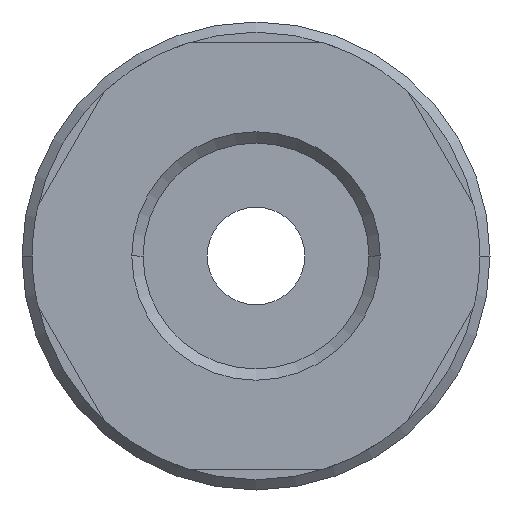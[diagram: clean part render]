
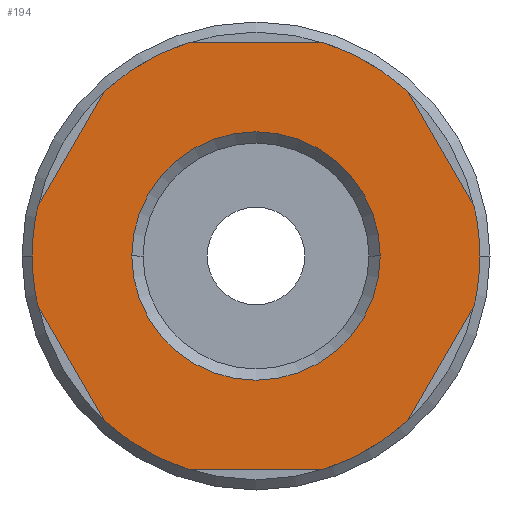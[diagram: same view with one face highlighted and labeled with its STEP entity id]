
A CAD part, front view. The second image highlights one B-rep face of the part: STEP entity #194.
In plain terms, the highlighted planar face has unit normal (0, -1, 0).
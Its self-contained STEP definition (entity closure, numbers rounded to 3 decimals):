
#194=ADVANCED_FACE('',(#452,#453),#454,.T.);
#452=FACE_BOUND('',#779,.T.);
#453=FACE_OUTER_BOUND('',#780,.T.);
#454=PLANE('',#781);
#779=EDGE_LOOP('',(#1268,#1269));
#780=EDGE_LOOP('',(#1270,#1271,#1272,#1273,#1274,#1275,#1276,#1277,#1278,#1279,#1280,#1281,#1282,#1283));
#781=AXIS2_PLACEMENT_3D('',#1284,#1285,#1286);
#1268=ORIENTED_EDGE('',*,*,#1993,.T.);
#1269=ORIENTED_EDGE('',*,*,#1994,.T.);
#1270=ORIENTED_EDGE('',*,*,#1995,.T.);
#1271=ORIENTED_EDGE('',*,*,#1996,.F.);
#1272=ORIENTED_EDGE('',*,*,#1997,.T.);
#1273=ORIENTED_EDGE('',*,*,#1998,.F.);
#1274=ORIENTED_EDGE('',*,*,#1931,.T.);
#1275=ORIENTED_EDGE('',*,*,#1859,.F.);
#1276=ORIENTED_EDGE('',*,*,#1999,.F.);
#1277=ORIENTED_EDGE('',*,*,#2000,.T.);
#1278=ORIENTED_EDGE('',*,*,#2001,.F.);
#1279=ORIENTED_EDGE('',*,*,#1918,.T.);
#1280=ORIENTED_EDGE('',*,*,#2002,.F.);
#1281=ORIENTED_EDGE('',*,*,#1936,.T.);
#1282=ORIENTED_EDGE('',*,*,#2003,.F.);
#1283=ORIENTED_EDGE('',*,*,#2004,.F.);
#1284=CARTESIAN_POINT('',(5.5,0.0,0.0));
#1285=DIRECTION('',(-0.0,-1.0,-0.0));
#1286=DIRECTION('',(-1.0,0.0,0.0));
#1859=EDGE_CURVE('',#2192,#2195,#2196,.T.);
#1918=EDGE_CURVE('',#2296,#2293,#2297,.T.);
#1931=EDGE_CURVE('',#2318,#2195,#2319,.T.);
#1936=EDGE_CURVE('',#2327,#2324,#2328,.T.);
#1993=EDGE_CURVE('',#2405,#2406,#2407,.T.);
#1994=EDGE_CURVE('',#2406,#2405,#2408,.T.);
#1995=EDGE_CURVE('',#2409,#2410,#2411,.T.);
#1996=EDGE_CURVE('',#2412,#2410,#2413,.T.);
#1997=EDGE_CURVE('',#2412,#2414,#2415,.T.);
#1998=EDGE_CURVE('',#2318,#2414,#2416,.T.);
#1999=EDGE_CURVE('',#2417,#2192,#2418,.T.);
#2000=EDGE_CURVE('',#2417,#2419,#2420,.T.);
#2001=EDGE_CURVE('',#2296,#2419,#2421,.T.);
#2002=EDGE_CURVE('',#2327,#2293,#2422,.T.);
#2003=EDGE_CURVE('',#2423,#2324,#2424,.T.);
#2004=EDGE_CURVE('',#2409,#2423,#2425,.T.);
#2192=VERTEX_POINT('',#2652);
#2195=VERTEX_POINT('',#2656);
#2196=CIRCLE('',#2657,11.0);
#2293=VERTEX_POINT('',#2817);
#2296=VERTEX_POINT('',#2821);
#2297=LINE('',#2822,#2823);
#2318=VERTEX_POINT('',#2870);
#2319=LINE('',#2871,#2872);
#2324=VERTEX_POINT('',#2879);
#2327=VERTEX_POINT('',#2883);
#2328=LINE('',#2884,#2885);
#2405=VERTEX_POINT('',#3044);
#2406=VERTEX_POINT('',#3045);
#2407=CIRCLE('',#3046,6.105);
#2408=CIRCLE('',#3047,6.105);
#2409=VERTEX_POINT('',#3048);
#2410=VERTEX_POINT('',#3049);
#2411=LINE('',#3050,#3051);
#2412=VERTEX_POINT('',#3052);
#2413=CIRCLE('',#3053,11.0);
#2414=VERTEX_POINT('',#3054);
#2415=LINE('',#3055,#3056);
#2416=CIRCLE('',#3057,11.0);
#2417=VERTEX_POINT('',#3058);
#2418=CIRCLE('',#3059,11.0);
#2419=VERTEX_POINT('',#3060);
#2420=LINE('',#3061,#3062);
#2421=CIRCLE('',#3063,11.0);
#2422=CIRCLE('',#3064,11.0);
#2423=VERTEX_POINT('',#3065);
#2424=CIRCLE('',#3066,11.0);
#2425=CIRCLE('',#3067,11.0);
#2652=CARTESIAN_POINT('',(11.0,0.0,0.));
#2656=CARTESIAN_POINT('',(10.733,0.0,-2.411));
#2657=AXIS2_PLACEMENT_3D('',#3449,#3450,#3451);
#2817=CARTESIAN_POINT('',(-3.279,0.0,10.5));
#2821=CARTESIAN_POINT('',(3.279,0.0,10.5));
#2822=CARTESIAN_POINT('',(2.75,0.0,10.5));
#2823=VECTOR('',#3538,1.0);
#2870=CARTESIAN_POINT('',(7.454,0.0,-8.089));
#2871=CARTESIAN_POINT('',(9.781,0.0,-4.059));
#2872=VECTOR('',#3552,1.0);
#2879=CARTESIAN_POINT('',(-10.733,0.0,2.411));
#2883=CARTESIAN_POINT('',(-7.454,0.0,8.089));
#2884=CARTESIAN_POINT('',(-8.406,0.0,6.441));
#2885=VECTOR('',#3556,1.0);
#3044=CARTESIAN_POINT('',(-6.105,0.0,0.));
#3045=CARTESIAN_POINT('',(6.105,0.0,0.));
#3046=AXIS2_PLACEMENT_3D('',#3630,#3631,#3632);
#3047=AXIS2_PLACEMENT_3D('',#3633,#3634,#3635);
#3048=CARTESIAN_POINT('',(-10.733,0.0,-2.411));
#3049=CARTESIAN_POINT('',(-7.454,0.0,-8.089));
#3050=CARTESIAN_POINT('',(-8.406,0.0,-6.441));
#3051=VECTOR('',#3636,1.0);
#3052=CARTESIAN_POINT('',(-3.279,0.0,-10.5));
#3053=AXIS2_PLACEMENT_3D('',#3637,#3638,#3639);
#3054=CARTESIAN_POINT('',(3.279,0.0,-10.5));
#3055=CARTESIAN_POINT('',(2.75,0.0,-10.5));
#3056=VECTOR('',#3640,1.0);
#3057=AXIS2_PLACEMENT_3D('',#3641,#3642,#3643);
#3058=CARTESIAN_POINT('',(10.733,0.0,2.411));
#3059=AXIS2_PLACEMENT_3D('',#3644,#3645,#3646);
#3060=CARTESIAN_POINT('',(7.454,0.0,8.089));
#3061=CARTESIAN_POINT('',(9.781,0.0,4.059));
#3062=VECTOR('',#3647,1.0);
#3063=AXIS2_PLACEMENT_3D('',#3648,#3649,#3650);
#3064=AXIS2_PLACEMENT_3D('',#3651,#3652,#3653);
#3065=CARTESIAN_POINT('',(-11.0,0.0,0.));
#3066=AXIS2_PLACEMENT_3D('',#3654,#3655,#3656);
#3067=AXIS2_PLACEMENT_3D('',#3657,#3658,#3659);
#3449=CARTESIAN_POINT('',(0.0,0.0,0.0));
#3450=DIRECTION('',(-0.0,1.0,0.0));
#3451=DIRECTION('',(1.0,0.0,0.0));
#3538=DIRECTION('',(-1.0,0.0,0.));
#3552=DIRECTION('',(0.5,-0.0,0.866));
#3556=DIRECTION('',(-0.5,0.0,-0.866));
#3630=CARTESIAN_POINT('',(0.0,0.0,0.0));
#3631=DIRECTION('',(-0.0,1.0,0.0));
#3632=DIRECTION('',(1.0,0.0,0.0));
#3633=CARTESIAN_POINT('',(0.0,0.0,0.0));
#3634=DIRECTION('',(-0.0,1.0,0.0));
#3635=DIRECTION('',(1.0,0.0,0.0));
#3636=DIRECTION('',(0.5,0.0,-0.866));
#3637=CARTESIAN_POINT('',(0.0,0.0,0.0));
#3638=DIRECTION('',(-0.0,1.0,0.0));
#3639=DIRECTION('',(1.0,0.0,0.0));
#3640=DIRECTION('',(1.0,-0.0,0.0));
#3641=CARTESIAN_POINT('',(0.0,0.0,0.0));
#3642=DIRECTION('',(-0.0,1.0,0.0));
#3643=DIRECTION('',(1.0,0.0,0.0));
#3644=CARTESIAN_POINT('',(0.0,0.0,0.0));
#3645=DIRECTION('',(-0.0,1.0,0.0));
#3646=DIRECTION('',(1.0,0.0,0.0));
#3647=DIRECTION('',(-0.5,0.0,0.866));
#3648=CARTESIAN_POINT('',(0.0,0.0,0.0));
#3649=DIRECTION('',(-0.0,1.0,0.0));
#3650=DIRECTION('',(1.0,0.0,0.0));
#3651=CARTESIAN_POINT('',(0.0,0.0,0.0));
#3652=DIRECTION('',(-0.0,1.0,0.0));
#3653=DIRECTION('',(1.0,0.0,0.0));
#3654=CARTESIAN_POINT('',(0.0,0.0,0.0));
#3655=DIRECTION('',(-0.0,1.0,0.0));
#3656=DIRECTION('',(1.0,0.0,0.0));
#3657=CARTESIAN_POINT('',(0.0,0.0,0.0));
#3658=DIRECTION('',(-0.0,1.0,0.0));
#3659=DIRECTION('',(1.0,0.0,0.0));
